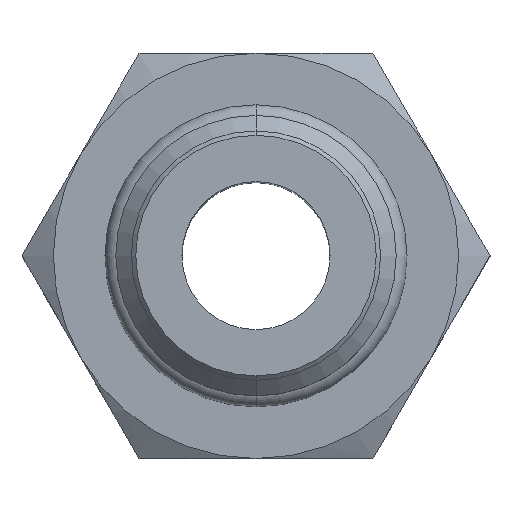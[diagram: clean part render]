
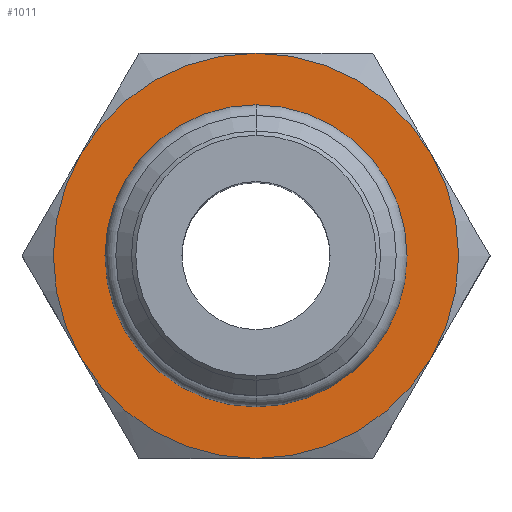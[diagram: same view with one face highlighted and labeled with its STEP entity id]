
A CAD part, top view. The second image highlights one B-rep face of the part: STEP entity #1011.
In plain terms, the highlighted planar face has unit normal (0, 0, 1).
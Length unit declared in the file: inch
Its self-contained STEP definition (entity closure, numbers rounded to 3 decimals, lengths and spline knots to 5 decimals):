
#19=CARTESIAN_POINT('',(0.,0.,0.1625));
#20=DIRECTION('',(0.,0.,-1.));
#21=DIRECTION('',(0.,1.,0.));
#22=AXIS2_PLACEMENT_3D('',#19,#20,#21);
#28=CARTESIAN_POINT('',(0.,0.,0.1625));
#29=DIRECTION('',(0.,0.,-1.));
#30=DIRECTION('',(0.866,0.5,0.));
#31=AXIS2_PLACEMENT_3D('',#28,#29,#30);
#36=CARTESIAN_POINT('',(0.,0.,0.1625));
#37=DIRECTION('',(0.,0.,-1.));
#38=DIRECTION('',(0.866,-0.5,0.));
#39=AXIS2_PLACEMENT_3D('',#36,#37,#38);
#44=CARTESIAN_POINT('',(0.,0.,0.1625));
#45=DIRECTION('',(0.,0.,-1.));
#46=DIRECTION('',(0.,-1.,0.));
#47=AXIS2_PLACEMENT_3D('',#44,#45,#46);
#52=CARTESIAN_POINT('',(0.,0.,0.1625));
#53=DIRECTION('',(0.,0.,-1.));
#54=DIRECTION('',(-0.866,-0.5,0.));
#55=AXIS2_PLACEMENT_3D('',#52,#53,#54);
#60=CARTESIAN_POINT('',(0.,0.,0.1625));
#61=DIRECTION('',(0.,0.,-1.));
#62=DIRECTION('',(-0.866,0.5,0.));
#63=AXIS2_PLACEMENT_3D('',#60,#61,#62);
#68=CARTESIAN_POINT('',(0.,0.,0.1625));
#69=DIRECTION('',(0.,0.,-1.));
#70=DIRECTION('',(0.,1.,0.));
#71=AXIS2_PLACEMENT_3D('',#68,#69,#70);
#76=CARTESIAN_POINT('',(0.,0.,0.1625));
#77=DIRECTION('',(0.,0.,-1.));
#78=DIRECTION('',(0.,-1.,0.));
#79=AXIS2_PLACEMENT_3D('',#76,#77,#78);
#898=CARTESIAN_POINT('',(0.,0.4065,0.1625));
#899=CARTESIAN_POINT('',(0.35204,0.20325,0.1625));
#900=VERTEX_POINT('',#898);
#901=VERTEX_POINT('',#899);
#902=CARTESIAN_POINT('',(0.35204,-0.20325,0.1625));
#903=VERTEX_POINT('',#902);
#904=CARTESIAN_POINT('',(0.,-0.4065,0.1625));
#905=VERTEX_POINT('',#904);
#906=CARTESIAN_POINT('',(-0.35204,-0.20325,0.1625));
#907=VERTEX_POINT('',#906);
#908=CARTESIAN_POINT('',(-0.35204,0.20325,0.1625));
#909=VERTEX_POINT('',#908);
#974=CARTESIAN_POINT('',(0.,0.24125,0.1625));
#975=CARTESIAN_POINT('',(0.,-0.24125,0.1625));
#976=VERTEX_POINT('',#974);
#977=VERTEX_POINT('',#975);
#986=CARTESIAN_POINT('',(0.,0.,0.1625));
#987=DIRECTION('',(0.,0.,1.));
#988=DIRECTION('',(1.,0.,0.));
#989=AXIS2_PLACEMENT_3D('',#986,#987,#988);
#990=PLANE('',#989);
#992=ORIENTED_EDGE('',*,*,#991,.T.);
#994=ORIENTED_EDGE('',*,*,#993,.T.);
#996=ORIENTED_EDGE('',*,*,#995,.T.);
#998=ORIENTED_EDGE('',*,*,#997,.T.);
#1000=ORIENTED_EDGE('',*,*,#999,.T.);
#1002=ORIENTED_EDGE('',*,*,#1001,.T.);
#1003=EDGE_LOOP('',(#992,#994,#996,#998,#1000,#1002));
#1004=FACE_OUTER_BOUND('',#1003,.F.);
#1006=ORIENTED_EDGE('',*,*,#1005,.F.);
#1008=ORIENTED_EDGE('',*,*,#1007,.F.);
#1009=EDGE_LOOP('',(#1006,#1008));
#1010=FACE_BOUND('',#1009,.F.);
#23=CIRCLE('',#22,0.4065);
#32=CIRCLE('',#31,0.4065);
#40=CIRCLE('',#39,0.4065);
#48=CIRCLE('',#47,0.4065);
#56=CIRCLE('',#55,0.4065);
#64=CIRCLE('',#63,0.4065);
#72=CIRCLE('',#71,0.24125);
#80=CIRCLE('',#79,0.24125);
#991=EDGE_CURVE('',#900,#901,#23,.T.);
#993=EDGE_CURVE('',#901,#903,#32,.T.);
#995=EDGE_CURVE('',#903,#905,#40,.T.);
#997=EDGE_CURVE('',#905,#907,#48,.T.);
#999=EDGE_CURVE('',#907,#909,#56,.T.);
#1001=EDGE_CURVE('',#909,#900,#64,.T.);
#1005=EDGE_CURVE('',#976,#977,#72,.T.);
#1007=EDGE_CURVE('',#977,#976,#80,.T.);
#1011=ADVANCED_FACE('',(#1004,#1010),#990,.T.);
